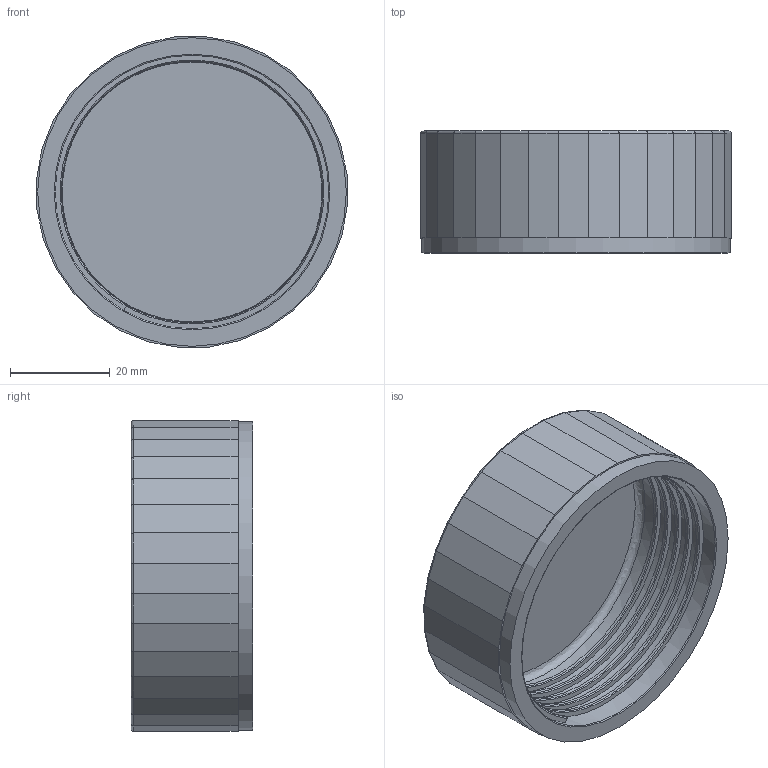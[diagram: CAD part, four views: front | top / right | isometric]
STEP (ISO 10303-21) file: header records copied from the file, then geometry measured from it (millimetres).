
FILE_DESCRIPTION(/* description */ (''),/* implementation_level */ '2;1');
FILE_NAME(/* name */ 'bouchon_arrosage v3.step',/* time_stamp */ '2025-06-17T13:01:43+02:00',/* author */ (''),/* organization */ (''),/* preprocessor_version */ 'ST-DEVELOPER v20.1',/* originating_system */ 'Autodesk Translation Framework v14.4.0.0',/* authorisation */ '');
FILE_SCHEMA (('AUTOMOTIVE_DESIGN { 1 0 10303 214 3 1 1 }'));
Length unit declared in the file: millimetre
Products named in the file (1): bouchon_arrosage
Bounding box: 62.49 x 24.5 x 62.49 mm (x, y, z)
Volume: 25225 mm3; surface area: 16016 mm2
Topology: 1 solids, 1 shells, 144 faces, 387 edges, 247 vertices
Faces by surface type: bspline 60, cylinder 45, plane 38, torus 1
Full cylindrical faces by diameter (mm): 52.6 x4, 55 x6, 62 x1
Entity records: 8103 total; most frequent: CARTESIAN_POINT 5026, ORIENTED_EDGE 774, DIRECTION 394, EDGE_CURVE 387, VERTEX_POINT 247, B_SPLINE_CURVE_WITH_KNOTS 201, LINE 148, VECTOR 148
